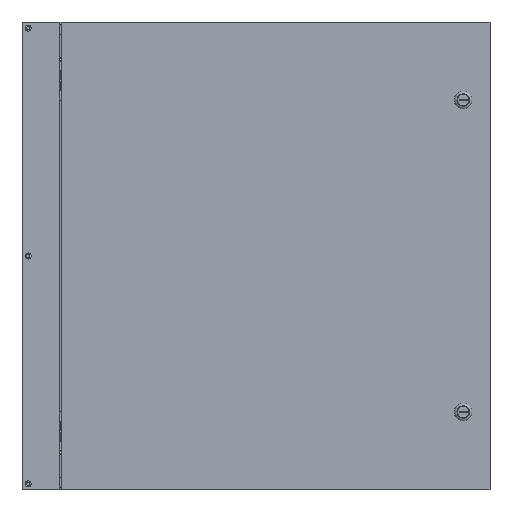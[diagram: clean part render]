
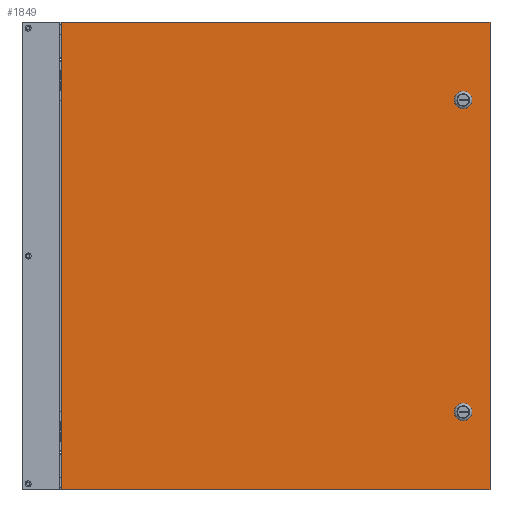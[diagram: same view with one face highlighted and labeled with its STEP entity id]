
A CAD part, front view. The second image highlights one B-rep face of the part: STEP entity #1849.
In plain terms, the highlighted planar face has unit normal (0, -1, 0).
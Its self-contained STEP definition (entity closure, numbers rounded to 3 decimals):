
#1849 = ADVANCED_FACE( '', ( #3688, #3689, #3690 ), #3691, .T. );
#3688 = FACE_BOUND( '', #25471, .T. );
#3689 = FACE_BOUND( '', #25472, .T. );
#3690 = FACE_OUTER_BOUND( '', #25473, .T. );
#3691 = PLANE( '', #25474 );
#25471 = EDGE_LOOP( '', ( #37081, #37082, #37083, #37084 ) );
#25472 = EDGE_LOOP( '', ( #37085, #37086, #37087, #37088 ) );
#25473 = EDGE_LOOP( '', ( #37089, #37090, #37091, #37092 ) );
#25474 = AXIS2_PLACEMENT_3D( '', #37093, #37094, #37095 );
#37081 = ORIENTED_EDGE( '', *, *, #40002, .F. );
#37082 = ORIENTED_EDGE( '', *, *, #38821, .F. );
#37083 = ORIENTED_EDGE( '', *, *, #39910, .F. );
#37084 = ORIENTED_EDGE( '', *, *, #38733, .F. );
#37085 = ORIENTED_EDGE( '', *, *, #38456, .F. );
#37086 = ORIENTED_EDGE( '', *, *, #40003, .F. );
#37087 = ORIENTED_EDGE( '', *, *, #39759, .F. );
#37088 = ORIENTED_EDGE( '', *, *, #40004, .F. );
#37089 = ORIENTED_EDGE( '', *, *, #40005, .T. );
#37090 = ORIENTED_EDGE( '', *, *, #40006, .T. );
#37091 = ORIENTED_EDGE( '', *, *, #38588, .T. );
#37092 = ORIENTED_EDGE( '', *, *, #38510, .T. );
#37093 = CARTESIAN_POINT( '', ( 0., 0., 0. ) );
#37094 = DIRECTION( '', ( 0., -1., 0. ) );
#37095 = DIRECTION( '', ( 0., 0., -1. ) );
#38456 = EDGE_CURVE( '', #40505, #40507, #40508, .T. );
#38510 = EDGE_CURVE( '', #40601, #40602, #40603, .T. );
#38588 = EDGE_CURVE( '', #40738, #40601, #40739, .T. );
#38733 = EDGE_CURVE( '', #40991, #40993, #40994, .T. );
#38821 = EDGE_CURVE( '', #41132, #41134, #41135, .T. );
#39759 = EDGE_CURVE( '', #42512, #42514, #42515, .T. );
#39910 = EDGE_CURVE( '', #40993, #41132, #42701, .T. );
#40002 = EDGE_CURVE( '', #41134, #40991, #42809, .T. );
#40003 = EDGE_CURVE( '', #42514, #40505, #42810, .T. );
#40004 = EDGE_CURVE( '', #40507, #42512, #42811, .T. );
#40005 = EDGE_CURVE( '', #40602, #42812, #42813, .T. );
#40006 = EDGE_CURVE( '', #42812, #40738, #42814, .T. );
#40505 = VERTEX_POINT( '', #43484 );
#40507 = VERTEX_POINT( '', #43487 );
#40508 = CIRCLE( '', #43488, 9.716 );
#40601 = VERTEX_POINT( '', #43700 );
#40602 = VERTEX_POINT( '', #43701 );
#40603 = LINE( '', #43702, #43703 );
#40738 = VERTEX_POINT( '', #43937 );
#40739 = LINE( '', #43938, #43939 );
#40991 = VERTEX_POINT( '', #44565 );
#40993 = VERTEX_POINT( '', #44568 );
#40994 = LINE( '', #44569, #44570 );
#41132 = VERTEX_POINT( '', #44886 );
#41134 = VERTEX_POINT( '', #44889 );
#41135 = LINE( '', #44890, #44891 );
#42512 = VERTEX_POINT( '', #48121 );
#42514 = VERTEX_POINT( '', #48124 );
#42515 = CIRCLE( '', #48125, 9.716 );
#42701 = CIRCLE( '', #48568, 9.716 );
#42809 = CIRCLE( '', #48801, 9.716 );
#42810 = LINE( '', #48802, #48803 );
#42811 = LINE( '', #48804, #48805 );
#42812 = VERTEX_POINT( '', #48806 );
#42813 = LINE( '', #48807, #48808 );
#42814 = LINE( '', #48809, #48810 );
#43484 = CARTESIAN_POINT( '', ( 252.603, 0., -197.878 ) );
#43487 = CARTESIAN_POINT( '', ( 236.347, 0., -197.878 ) );
#43488 = AXIS2_PLACEMENT_3D( '', #49607, #49608, #49609 );
#43700 = CARTESIAN_POINT( '', ( 279.4, 0., 304.8 ) );
#43701 = CARTESIAN_POINT( '', ( -279.4, 0., 304.8 ) );
#43702 = CARTESIAN_POINT( '', ( 279.4, 0., 304.8 ) );
#43703 = VECTOR( '', #49650, 1000. );
#43937 = CARTESIAN_POINT( '', ( 279.4, 0., -304.8 ) );
#43938 = CARTESIAN_POINT( '', ( 279.4, 0., -304.8 ) );
#43939 = VECTOR( '', #49746, 1000. );
#44565 = CARTESIAN_POINT( '', ( 236.347, 0., 208.522 ) );
#44568 = CARTESIAN_POINT( '', ( 236.347, 0., 197.878 ) );
#44569 = CARTESIAN_POINT( '', ( 236.347, 0., 208.522 ) );
#44570 = VECTOR( '', #49881, 1000. );
#44886 = CARTESIAN_POINT( '', ( 252.603, 0., 197.878 ) );
#44889 = CARTESIAN_POINT( '', ( 252.603, 0., 208.522 ) );
#44890 = CARTESIAN_POINT( '', ( 252.603, 0., 208.522 ) );
#44891 = VECTOR( '', #49953, 1000. );
#48121 = CARTESIAN_POINT( '', ( 236.347, 0., -208.522 ) );
#48124 = CARTESIAN_POINT( '', ( 252.603, 0., -208.522 ) );
#48125 = AXIS2_PLACEMENT_3D( '', #50841, #50842, #50843 );
#48568 = AXIS2_PLACEMENT_3D( '', #50958, #50959, #50960 );
#48801 = AXIS2_PLACEMENT_3D( '', #51041, #51042, #51043 );
#48802 = CARTESIAN_POINT( '', ( 252.603, 0., -197.878 ) );
#48803 = VECTOR( '', #51044, 1000. );
#48804 = CARTESIAN_POINT( '', ( 236.347, 0., -197.878 ) );
#48805 = VECTOR( '', #51045, 1000. );
#48806 = CARTESIAN_POINT( '', ( -279.4, 0., -304.8 ) );
#48807 = CARTESIAN_POINT( '', ( -279.4, 0., 304.8 ) );
#48808 = VECTOR( '', #51046, 1000. );
#48809 = CARTESIAN_POINT( '', ( -279.4, 0., -304.8 ) );
#48810 = VECTOR( '', #51047, 1000. );
#49607 = CARTESIAN_POINT( '', ( 244.475, 0., -203.2 ) );
#49608 = DIRECTION( '', ( 0., -1., 0. ) );
#49609 = DIRECTION( '', ( 1., 0., 0. ) );
#49650 = DIRECTION( '', ( -1., 0., 0. ) );
#49746 = DIRECTION( '', ( 0., 0., 1. ) );
#49881 = DIRECTION( '', ( 0., 0., -1. ) );
#49953 = DIRECTION( '', ( 0., 0., 1. ) );
#50841 = CARTESIAN_POINT( '', ( 244.475, 0., -203.2 ) );
#50842 = DIRECTION( '', ( 0., -1., 0. ) );
#50843 = DIRECTION( '', ( 1., 0., 0. ) );
#50958 = CARTESIAN_POINT( '', ( 244.475, 0., 203.2 ) );
#50959 = DIRECTION( '', ( 0., -1., 0. ) );
#50960 = DIRECTION( '', ( 1., 0., 0. ) );
#51041 = CARTESIAN_POINT( '', ( 244.475, 0., 203.2 ) );
#51042 = DIRECTION( '', ( 0., -1., 0. ) );
#51043 = DIRECTION( '', ( 1., 0., 0. ) );
#51044 = DIRECTION( '', ( 0., 0., 1. ) );
#51045 = DIRECTION( '', ( 0., 0., -1. ) );
#51046 = DIRECTION( '', ( 0., 0., -1. ) );
#51047 = DIRECTION( '', ( 1., 0., 0. ) );
